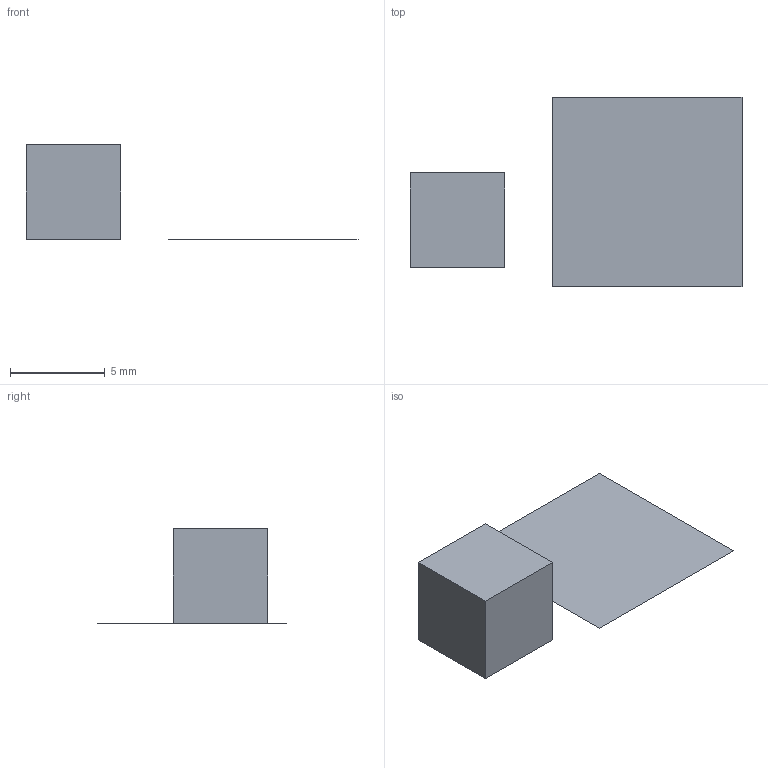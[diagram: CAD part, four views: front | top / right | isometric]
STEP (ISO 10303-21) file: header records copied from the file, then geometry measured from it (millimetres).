
FILE_DESCRIPTION(/* description */ (''),/* implementation_level */ '2;1');
FILE_NAME(/* name */ 'cube_plane2.step',/* time_stamp */ '2024-08-11T01:14:27-06:00',/* author */ (''),/* organization */ (''),/* preprocessor_version */ 'ST-DEVELOPER v20',/* originating_system */ 'Autodesk Translation Framework v13.14.0.145',/* authorisation */ '');
FILE_SCHEMA (('AUTOMOTIVE_DESIGN { 1 0 10303 214 3 1 1 }'));
Length unit declared in the file: millimetre
Products named in the file (1): sculpter
Bounding box: 17.5 x 10 x 5 mm (x, y, z)
Volume: 125 mm3; surface area: 250 mm2
Topology: 1 solids, 2 shells, 7 faces, 16 edges, 12 vertices
Faces by surface type: plane 7
Entity records: 232 total; most frequent: CARTESIAN_POINT 36, DIRECTION 32, ORIENTED_EDGE 28, LINE 16, VECTOR 16, EDGE_CURVE 16, VERTEX_POINT 12, AXIS2_PLACEMENT_3D 8
